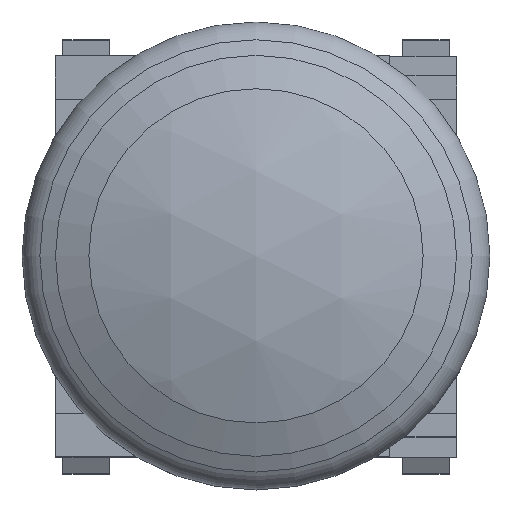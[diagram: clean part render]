
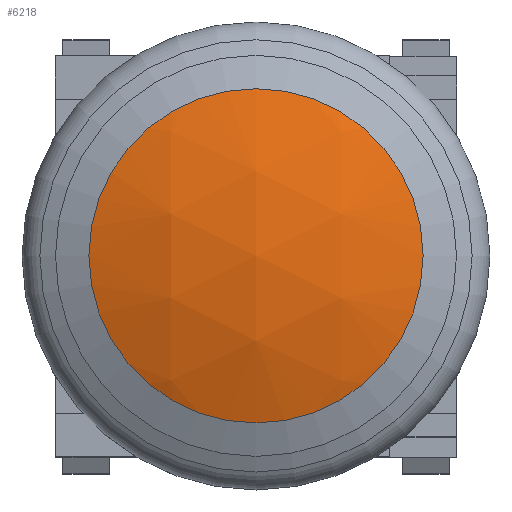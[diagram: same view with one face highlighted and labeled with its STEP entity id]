
A CAD part, top view. The second image highlights one B-rep face of the part: STEP entity #6218.
In plain terms, the highlighted spherical face has radius 6.922 mm.
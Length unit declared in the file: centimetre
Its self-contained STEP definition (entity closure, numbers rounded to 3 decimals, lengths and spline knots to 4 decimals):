
#42=SPHERICAL_SURFACE('',#6588,0.6922);
#339=FACE_OUTER_BOUND('',#676,.T.);
#676=EDGE_LOOP('',(#4367));
#1022=CIRCLE('',#6584,0.25);
#2780=VERTEX_POINT('',#8828);
#3392=EDGE_CURVE('',#2780,#2780,#1022,.T.);
#4367=ORIENTED_EDGE('',*,*,#3392,.T.);
#6218=ADVANCED_FACE('',(#339),#42,.T.);
#6584=AXIS2_PLACEMENT_3D('',#8830,#7105,#7106);
#6588=AXIS2_PLACEMENT_3D('',#8846,#7119,#7120);
#7105=DIRECTION('center_axis',(0.,0.,1.));
#7106=DIRECTION('ref_axis',(0.,-1.,0.));
#7119=DIRECTION('center_axis',(-1.,0.,0.));
#7120=DIRECTION('ref_axis',(0.,-1.,0.));
#8828=CARTESIAN_POINT('',(0.,0.25,0.8973));
#8830=CARTESIAN_POINT('Origin',(0.,0.,0.8973));
#8846=CARTESIAN_POINT('Origin',(0.,0.,0.2518));
